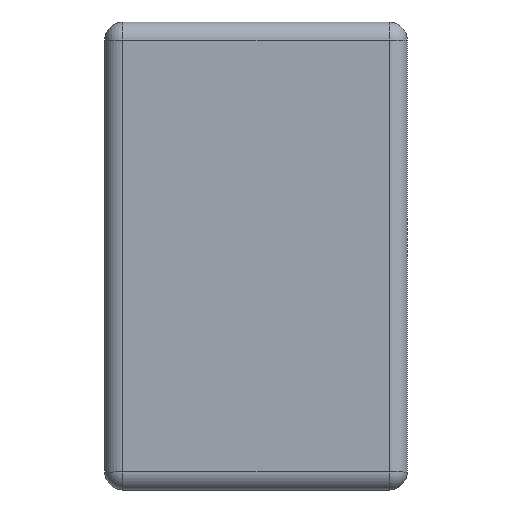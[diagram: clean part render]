
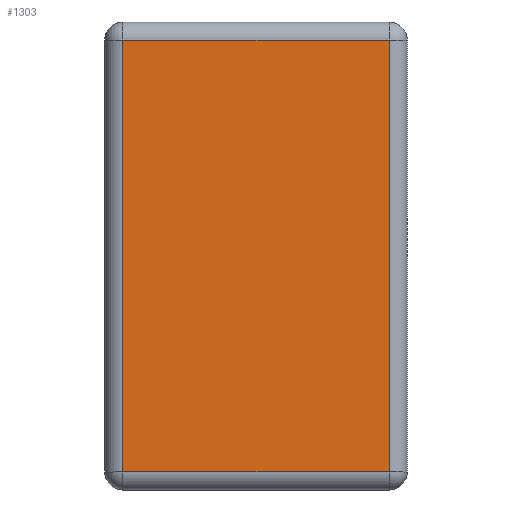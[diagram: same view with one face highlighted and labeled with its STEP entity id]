
A CAD part, left-side view. The second image highlights one B-rep face of the part: STEP entity #1303.
In plain terms, the highlighted planar face has unit normal (-1, 0, 0).
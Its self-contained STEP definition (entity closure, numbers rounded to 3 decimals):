
#495 = DIRECTION ( 'NONE',  ( 0., 0., 1. ) ) ;
#496 = VECTOR ( 'NONE', #495, 1000. ) ;
#497 = CARTESIAN_POINT ( 'NONE',  ( -1., 0.05, 0.65 ) ) ;
#498 = LINE ( 'NONE', #497, #496 ) ;
#500 = CARTESIAN_POINT ( 'NONE',  ( -1., 0.05, -0.6 ) ) ;
#553 = FACE_OUTER_BOUND ( 'NONE', #1304, .T. ) ;
#569 = CARTESIAN_POINT ( 'NONE',  ( -1., 0.84, -0.6 ) ) ;
#570 = LINE ( 'NONE', #569, #623 ) ;
#571 = CARTESIAN_POINT ( 'NONE',  ( -1., 0.79, -0.6 ) ) ;
#572 = DIRECTION ( 'NONE',  ( 0., 0., -1. ) ) ;
#573 = VECTOR ( 'NONE', #572, 1000. ) ;
#574 = CARTESIAN_POINT ( 'NONE',  ( -1., 0.79, 0.65 ) ) ;
#575 = LINE ( 'NONE', #574, #573 ) ;
#576 = CARTESIAN_POINT ( 'NONE',  ( -1., 0.79, 0.6 ) ) ;
#577 = CARTESIAN_POINT ( 'NONE',  ( -1., 0.05, 0.6 ) ) ;
#578 = DIRECTION ( 'NONE',  ( 0., 1., 0. ) ) ;
#579 = VECTOR ( 'NONE', #578, 1000. ) ;
#580 = CARTESIAN_POINT ( 'NONE',  ( -1., 0.84, 0.6 ) ) ;
#581 = LINE ( 'NONE', #580, #579 ) ;
#582 = DIRECTION ( 'NONE',  ( 0., 0., -1. ) ) ;
#583 = DIRECTION ( 'NONE',  ( 1., 0., 0. ) ) ;
#584 = CARTESIAN_POINT ( 'NONE',  ( -1., 0.84, 0.65 ) ) ;
#585 = AXIS2_PLACEMENT_3D ( 'NONE', #584, #583, #582 ) ;
#586 = PLANE ( 'NONE',  #585 ) ;
#622 = DIRECTION ( 'NONE',  ( 0., -1., 0. ) ) ;
#623 = VECTOR ( 'NONE', #622, 1000. ) ;
#1286 = VERTEX_POINT ( 'NONE', #500 ) ;
#1287 = ORIENTED_EDGE ( 'NONE', *, *, #1288, .T. ) ;
#1288 = EDGE_CURVE ( 'NONE', #1286, #1307, #498, .T. ) ;
#1303 = ADVANCED_FACE ( 'NONE', ( #553 ), #586, .F. ) ;
#1304 = EDGE_LOOP ( 'NONE', ( #1305, #1309, #1312, #1287 ) ) ;
#1305 = ORIENTED_EDGE ( 'NONE', *, *, #1306, .T. ) ;
#1306 = EDGE_CURVE ( 'NONE', #1307, #1308, #581, .T. ) ;
#1307 = VERTEX_POINT ( 'NONE', #577 ) ;
#1308 = VERTEX_POINT ( 'NONE', #576 ) ;
#1309 = ORIENTED_EDGE ( 'NONE', *, *, #1310, .T. ) ;
#1310 = EDGE_CURVE ( 'NONE', #1308, #1311, #575, .T. ) ;
#1311 = VERTEX_POINT ( 'NONE', #571 ) ;
#1312 = ORIENTED_EDGE ( 'NONE', *, *, #1313, .T. ) ;
#1313 = EDGE_CURVE ( 'NONE', #1311, #1286, #570, .T. ) ;
